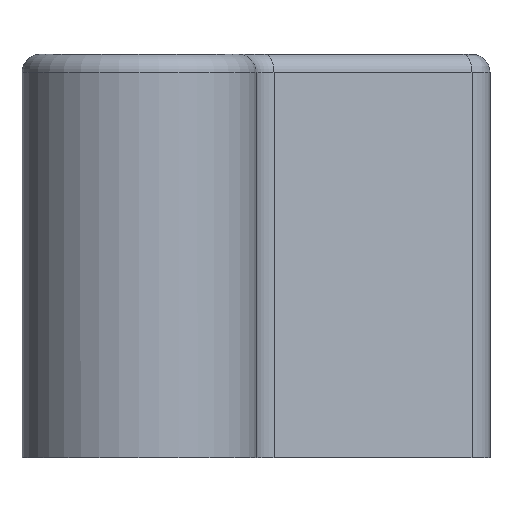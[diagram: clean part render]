
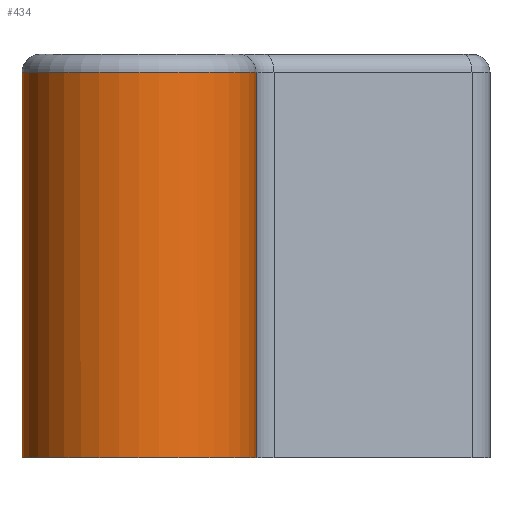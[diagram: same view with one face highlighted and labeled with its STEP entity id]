
A CAD part, left-side view. The second image highlights one B-rep face of the part: STEP entity #434.
In plain terms, the highlighted cylindrical face has radius 3.25 mm (diameter 6.5 mm), a partial arc.
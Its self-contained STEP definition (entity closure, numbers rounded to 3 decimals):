
#39=LINE('',#767,#70);
#42=LINE('',#773,#73);
#70=VECTOR('',#597,10.);
#73=VECTOR('',#602,10.);
#95=CYLINDRICAL_SURFACE('',#495,3.25);
#115=FACE_OUTER_BOUND('',#142,.T.);
#142=EDGE_LOOP('',(#343,#344,#345,#346));
#176=CIRCLE('',#486,3.25);
#182=CIRCLE('',#496,3.25);
#207=VERTEX_POINT('',#732);
#209=VERTEX_POINT('',#738);
#214=VERTEX_POINT('',#766);
#216=VERTEX_POINT('',#772);
#254=EDGE_CURVE('',#209,#207,#176,.T.);
#264=EDGE_CURVE('',#214,#207,#39,.T.);
#267=EDGE_CURVE('',#216,#209,#42,.T.);
#268=EDGE_CURVE('',#216,#214,#182,.T.);
#343=ORIENTED_EDGE('',*,*,#254,.F.);
#344=ORIENTED_EDGE('',*,*,#267,.F.);
#345=ORIENTED_EDGE('',*,*,#268,.T.);
#346=ORIENTED_EDGE('',*,*,#264,.T.);
#434=ADVANCED_FACE('',(#115),#95,.T.);
#486=AXIS2_PLACEMENT_3D('',#740,#575,#576);
#495=AXIS2_PLACEMENT_3D('',#771,#600,#601);
#496=AXIS2_PLACEMENT_3D('',#774,#603,#604);
#575=DIRECTION('center_axis',(0.,0.,1.));
#576=DIRECTION('ref_axis',(-1.,0.,0.));
#597=DIRECTION('',(0.,0.,1.));
#600=DIRECTION('center_axis',(0.,0.,1.));
#601=DIRECTION('ref_axis',(0.,1.,0.));
#602=DIRECTION('',(0.,0.,1.));
#603=DIRECTION('center_axis',(0.,0.,1.));
#604=DIRECTION('ref_axis',(0.,1.,0.));
#732=CARTESIAN_POINT('',(-8.75,0.,10.7));
#738=CARTESIAN_POINT('',(-8.75,6.5,10.7));
#740=CARTESIAN_POINT('Origin',(-8.75,3.25,10.7));
#766=CARTESIAN_POINT('',(-8.75,0.,0.));
#767=CARTESIAN_POINT('',(-8.75,0.,0.));
#771=CARTESIAN_POINT('Origin',(-8.75,3.25,0.));
#772=CARTESIAN_POINT('',(-8.75,6.5,0.));
#773=CARTESIAN_POINT('',(-8.75,6.5,0.));
#774=CARTESIAN_POINT('Origin',(-8.75,3.25,0.));
